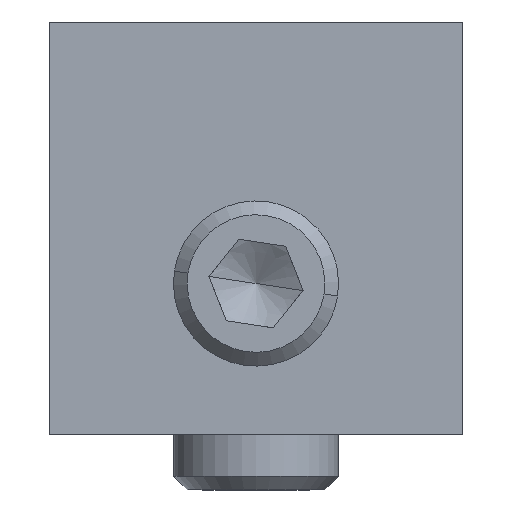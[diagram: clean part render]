
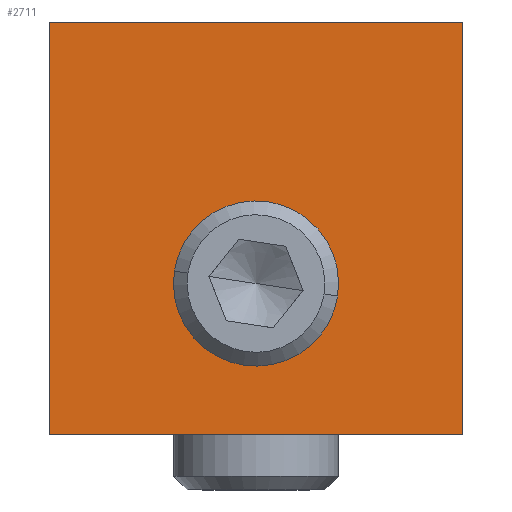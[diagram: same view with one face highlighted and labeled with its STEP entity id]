
A CAD part, front view. The second image highlights one B-rep face of the part: STEP entity #2711.
In plain terms, the highlighted planar face has unit normal (0, -1, 0).
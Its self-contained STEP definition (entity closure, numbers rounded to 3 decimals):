
#29 = VERTEX_POINT ( 'NONE', #512 ) ;
#81 = CARTESIAN_POINT ( 'NONE',  ( 0., -43.5, -4. ) ) ;
#107 = ORIENTED_EDGE ( 'NONE', *, *, #2776, .T. ) ;
#129 = DIRECTION ( 'NONE',  ( -1., 0., 0. ) ) ;
#137 = EDGE_CURVE ( 'NONE', #718, #1786, #393, .T. ) ;
#224 = DIRECTION ( 'NONE',  ( -1., 0., 0. ) ) ;
#244 = DIRECTION ( 'NONE',  ( 0., 0., 1. ) ) ;
#379 = VECTOR ( 'NONE', #224, 1000. ) ;
#393 = LINE ( 'NONE', #2458, #1571 ) ;
#433 = AXIS2_PLACEMENT_3D ( 'NONE', #2630, #525, #959 ) ;
#458 = CARTESIAN_POINT ( 'NONE',  ( 0., -43.5, -1.5 ) ) ;
#497 = CARTESIAN_POINT ( 'NONE',  ( -7.5, -43.5, -9.5 ) ) ;
#508 = CARTESIAN_POINT ( 'NONE',  ( 7.5, -43.5, -9.5 ) ) ;
#512 = CARTESIAN_POINT ( 'NONE',  ( 0., -43.5, -6.5 ) ) ;
#525 = DIRECTION ( 'NONE',  ( 0., 1., 0. ) ) ;
#534 = EDGE_CURVE ( 'NONE', #653, #1786, #659, .T. ) ;
#544 = LINE ( 'NONE', #508, #681 ) ;
#592 = AXIS2_PLACEMENT_3D ( 'NONE', #81, #806, #763 ) ;
#653 = VERTEX_POINT ( 'NONE', #1525 ) ;
#659 = LINE ( 'NONE', #497, #1134 ) ;
#681 = VECTOR ( 'NONE', #1410, 1000. ) ;
#684 = CARTESIAN_POINT ( 'NONE',  ( 7.5, -43.5, -9.5 ) ) ;
#718 = VERTEX_POINT ( 'NONE', #1330 ) ;
#763 = DIRECTION ( 'NONE',  ( 0., 0., 1. ) ) ;
#806 = DIRECTION ( 'NONE',  ( 0., 1., 0. ) ) ;
#822 = CARTESIAN_POINT ( 'NONE',  ( 7.5, -43.5, 5.5 ) ) ;
#869 = ORIENTED_EDGE ( 'NONE', *, *, #137, .F. ) ;
#959 = DIRECTION ( 'NONE',  ( 0., 0., 1. ) ) ;
#1038 = FACE_BOUND ( 'NONE', #1279, .T. ) ;
#1134 = VECTOR ( 'NONE', #2152, 1000. ) ;
#1212 = EDGE_CURVE ( 'NONE', #2055, #653, #2283, .T. ) ;
#1279 = EDGE_LOOP ( 'NONE', ( #107, #2357 ) ) ;
#1288 = AXIS2_PLACEMENT_3D ( 'NONE', #684, #2130, #244 ) ;
#1330 = CARTESIAN_POINT ( 'NONE',  ( 7.5, -43.5, -9.5 ) ) ;
#1410 = DIRECTION ( 'NONE',  ( 0., 0., -1. ) ) ;
#1435 = EDGE_CURVE ( 'NONE', #2055, #718, #544, .T. ) ;
#1525 = CARTESIAN_POINT ( 'NONE',  ( -7.5, -43.5, 5.5 ) ) ;
#1571 = VECTOR ( 'NONE', #129, 1000. ) ;
#1771 = ORIENTED_EDGE ( 'NONE', *, *, #534, .T. ) ;
#1786 = VERTEX_POINT ( 'NONE', #2064 ) ;
#1873 = CIRCLE ( 'NONE', #592, 2.5 ) ;
#1893 = PLANE ( 'NONE',  #1288 ) ;
#2055 = VERTEX_POINT ( 'NONE', #822 ) ;
#2064 = CARTESIAN_POINT ( 'NONE',  ( -7.5, -43.5, -9.5 ) ) ;
#2107 = CARTESIAN_POINT ( 'NONE',  ( 7.5, -43.5, 5.5 ) ) ;
#2130 = DIRECTION ( 'NONE',  ( 0., 1., 0. ) ) ;
#2152 = DIRECTION ( 'NONE',  ( 0., 0., -1. ) ) ;
#2239 = CIRCLE ( 'NONE', #433, 2.5 ) ;
#2283 = LINE ( 'NONE', #2107, #379 ) ;
#2357 = ORIENTED_EDGE ( 'NONE', *, *, #2887, .T. ) ;
#2360 = VERTEX_POINT ( 'NONE', #458 ) ;
#2458 = CARTESIAN_POINT ( 'NONE',  ( 7.5, -43.5, -9.5 ) ) ;
#2463 = FACE_OUTER_BOUND ( 'NONE', #2559, .T. ) ;
#2559 = EDGE_LOOP ( 'NONE', ( #1771, #869, #2744, #2957 ) ) ;
#2630 = CARTESIAN_POINT ( 'NONE',  ( 0., -43.5, -4. ) ) ;
#2711 = ADVANCED_FACE ( 'NONE', ( #2463, #1038 ), #1893, .F. ) ;
#2744 = ORIENTED_EDGE ( 'NONE', *, *, #1435, .F. ) ;
#2776 = EDGE_CURVE ( 'NONE', #29, #2360, #2239, .T. ) ;
#2887 = EDGE_CURVE ( 'NONE', #2360, #29, #1873, .T. ) ;
#2957 = ORIENTED_EDGE ( 'NONE', *, *, #1212, .T. ) ;
